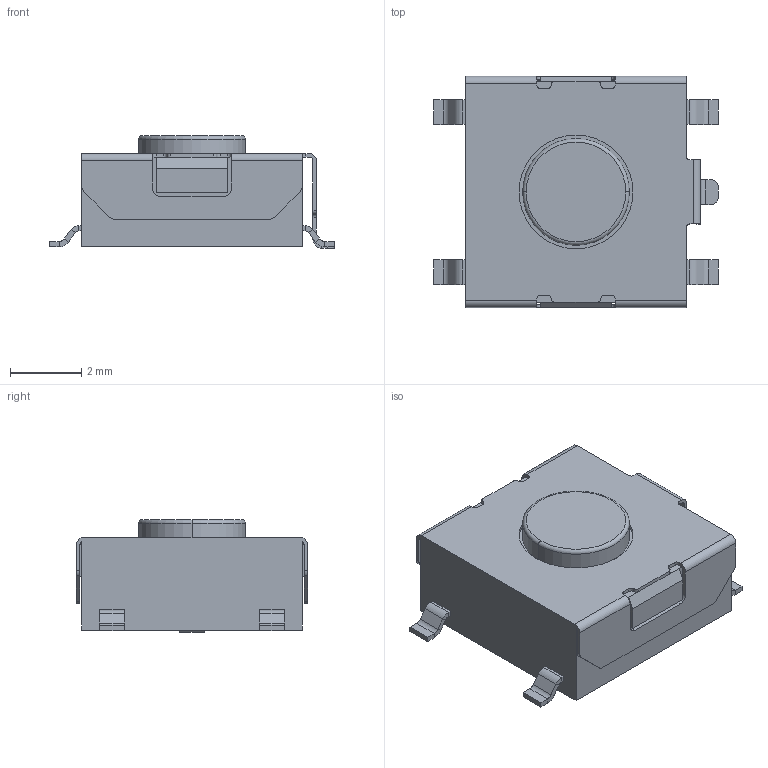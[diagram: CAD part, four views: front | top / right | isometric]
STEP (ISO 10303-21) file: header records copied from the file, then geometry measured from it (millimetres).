
FILE_DESCRIPTION (( 'STEP AP214' ), '1' );
FILE_NAME ('KEY-SMD_4P-L6.2-W6.5-H3.1-LS8.0-P4.5.step', '2022-07-02T15:11:04', ( '' ), ( '' ), 'SwSTEP 2.0', 'SolidWorks 2020', '' );
FILE_SCHEMA (( 'AUTOMOTIVE_DESIGN' ));
Length unit declared in the file: millimetre
Products named in the file (1): KEY-SMD_4P-L6.2-W6.5-H3.1-LS8.0-P4.5
Bounding box: 8 x 6.5 x 3.16 mm (x, y, z)
Volume: 106.4 mm3; surface area: 214.2 mm2
Topology: 2 solids, 2 shells, 478 faces, 1259 edges, 812 vertices
Faces by surface type: plane 300, bspline 112, cylinder 64, torus 2
Entity records: 20453 total; most frequent: CARTESIAN_POINT 4654, ORIENTED_EDGE 2518, DIRECTION 1897, EDGE_CURVE 1259, LINE 899, VECTOR 899, VERTEX_POINT 812, EDGE_LOOP 509
